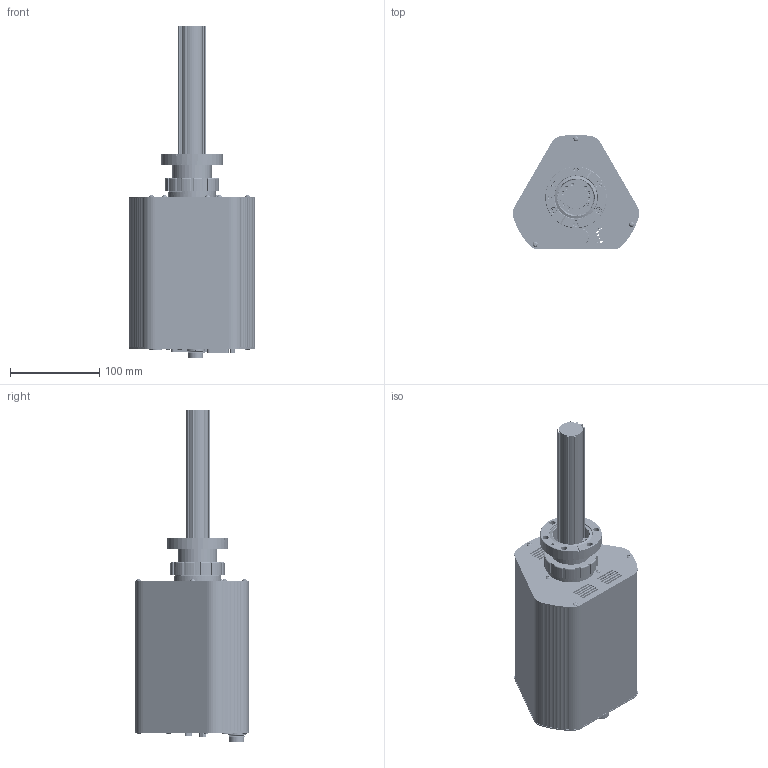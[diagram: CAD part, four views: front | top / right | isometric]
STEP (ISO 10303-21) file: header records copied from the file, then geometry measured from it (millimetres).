
FILE_DESCRIPTION(/* description */ (''),/* implementation_level */ '2;1');
FILE_NAME(/* name */ 'PrismaPro Extended I-O with FC Sensor.stp',/* time_stamp */ '2017-03-16T10:51:32-04:00',/* author */ (''),/* organization */ (''),/* preprocessor_version */ 'ST-DEVELOPER v16',/* originating_system */ 'SIEMENS PLM Software NX 10.0',/* authorisation */ '');
FILE_SCHEMA (('AUTOMOTIVE_DESIGN { 1 0 10303 214 3 1 1 1 }'));
Products named in the file (1): cbro1568E83Ewrt3
Bounding box: 141.72 x 128.16 x 371.63 mm (x, y, z)
Volume: 525731.2 mm3; surface area: 380009.8 mm2
Topology: 56 solids, 166 shells, 3926 faces, 11053 edges, 7593 vertices
Faces by surface type: plane 2417, cylinder 1029, cone 308, bspline 100, torus 43, revolution 24, sphere 5
Full cylindrical faces by diameter (mm): 0.635 x15, 0.716 x4, 0.762 x4, 0.8 x2, 0.86 x62, 1.1 x2, 1.143 x15, 1.524 x6, 1.6 x7, 1.68 x2, 1.778 x2, 1.78 x62, 2.032 x12, 2.05 x3, 2.083 x15, 2.184 x2, 2.261 x2, 2.438 x6, 2.489 x2, 2.5 x8, 2.8 x1, 2.84 x2, 2.845 x2, 3 x13, 3.048 x21, 3.099 x2, 3.1 x3, 3.15 x2, 3.175 x1, 3.264 x1
Entity records: 154081 total; most frequent: CARTESIAN_POINT 54606, ORIENTED_EDGE 19955, DIRECTION 18810, EDGE_CURVE 10179, VERTEX_POINT 7334, LINE 6416, VECTOR 6416, AXIS2_PLACEMENT_3D 6185
